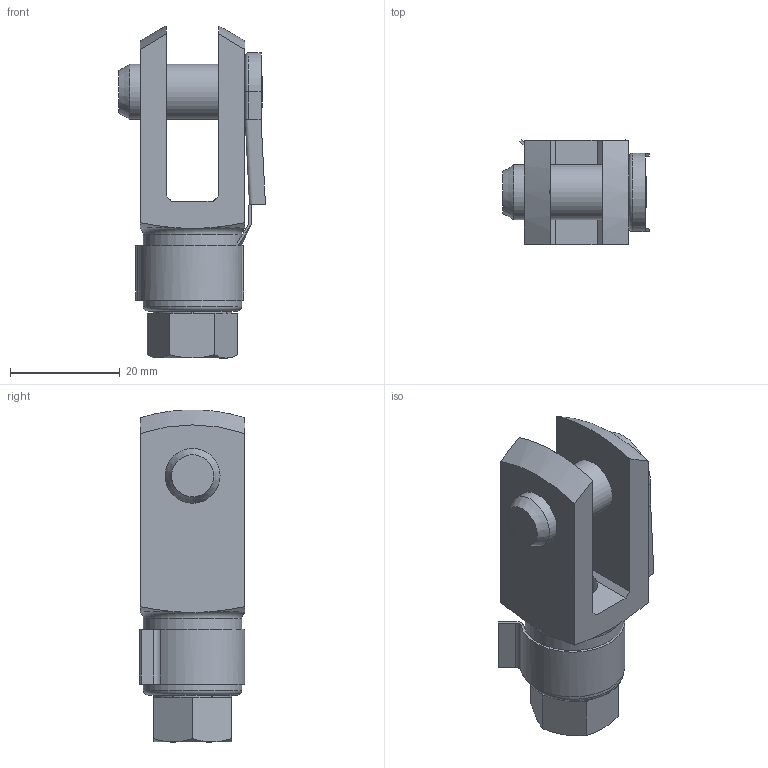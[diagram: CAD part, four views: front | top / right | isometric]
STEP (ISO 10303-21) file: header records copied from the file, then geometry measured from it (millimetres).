
FILE_DESCRIPTION(/* description */ ('STEP AP214'),/* implementation_level */ '2;1');
FILE_NAME(/* name */ '546540_SG-UNF3_8-24-B',/* time_stamp */ '2024-09-15T04:23:46+02:00',/* author */ ('License CC BY-ND 4.0'),/* organization */ ('CADENAS'),/* preprocessor_version */ 'ST-DEVELOPER v19.3',/* originating_system */ 'PARTsolutions',/* authorisation */ ' ');
FILE_SCHEMA (('AUTOMOTIVE_DESIGN {1 0 10303 214 3 1 1}'));
Length unit declared in the file: millimetre
Products named in the file (4): 546540 SG-UNF3/8"-24-B; 546540 SG-UNF3/8"-24-B---(GK); Hex Nuts 3/8 ANSI B18.2.2; 200063 FKB-10X20
Assembly tree (3 placements, depth 2):
  546540 SG-UNF3/8"-24-B
    546540 SG-UNF3/8"-24-B---(GK)
    Hex Nuts 3/8 ANSI B18.2.2
    200063 FKB-10X20
Bounding box: 26.8 x 19.28 x 60.57 mm (x, y, z)
Volume: 12785.2 mm3; surface area: 9062.4 mm2
Topology: 3 solids, 3 shells, 105 faces, 279 edges, 181 vertices
Faces by surface type: plane 54, cylinder 25, cone 16, torus 5, bspline 5
Full cylindrical faces by diameter (mm): 3.1 x1, 7 x1, 8.379 x2, 10 x3, 11 x1, 18 x1
Entity records: 3332 total; most frequent: CARTESIAN_POINT 719, DIRECTION 514, ORIENTED_EDGE 512, EDGE_CURVE 256, AXIS2_PLACEMENT_3D 188, VERTEX_POINT 175, LINE 138, VECTOR 138
